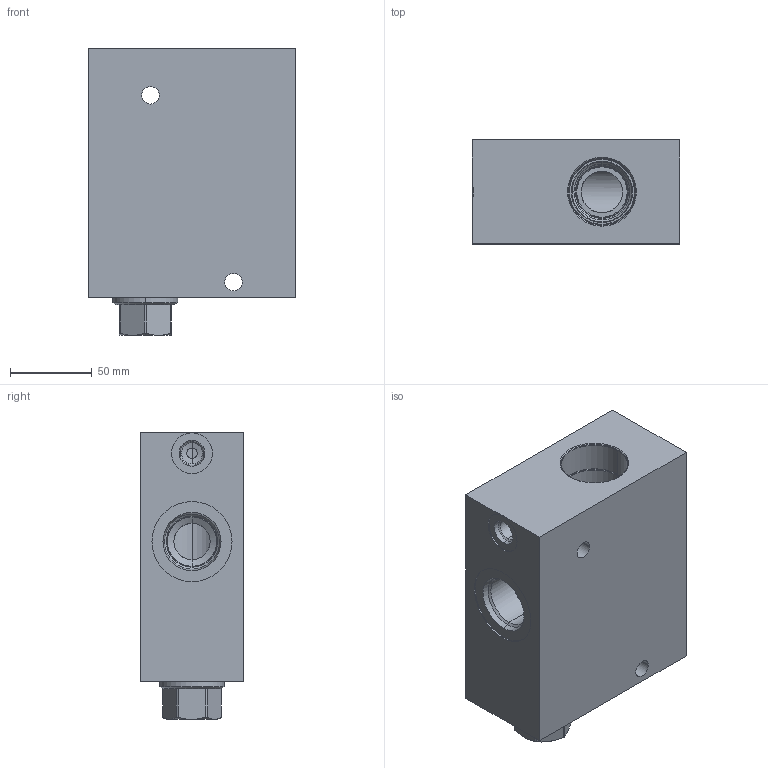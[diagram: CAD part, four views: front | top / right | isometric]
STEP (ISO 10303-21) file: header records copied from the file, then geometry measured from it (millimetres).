
FILE_DESCRIPTION((''),'2;1');
FILE_NAME('P4M_ASM','2022-04-19T',('ProEService'),(''),'PRO/ENGINEER BY PARAMETRIC TECHNOLOGY CORPORATION, 2014200','PRO/ENGINEER BY PARAMETRIC TECHNOLOGY CORPORATION, 2014200','');
FILE_SCHEMA(('CONFIG_CONTROL_DESIGN'));
Length unit declared in the file: inch
Products named in the file (3): 151-917-005; CXGDXCN; P4M_ASM
Assembly tree (2 placements, depth 2):
  P4M_ASM
    151-917-005
    CXGDXCN
Bounding box: 127 x 63.5 x 175.44 mm (x, y, z)
Volume: 1001821.1 mm3; surface area: 125916.2 mm2
Topology: 3 solids, 3 shells, 293 faces, 915 edges, 743 vertices
Faces by surface type: cylinder 134, cone 79, plane 46, torus 28, revolution 6
Entity records: 11670 total; most frequent: CARTESIAN_POINT 3592, DIRECTION 1765, ORIENTED_EDGE 1334, EDGE_CURVE 667, AXIS2_PLACEMENT_3D 645, VECTOR 469, LINE 469, VERTEX_POINT 399
